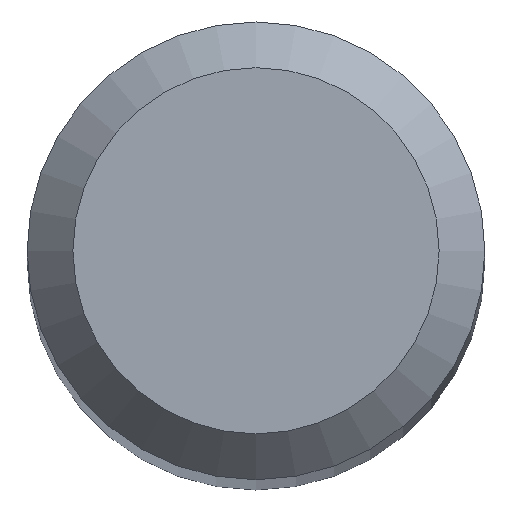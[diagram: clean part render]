
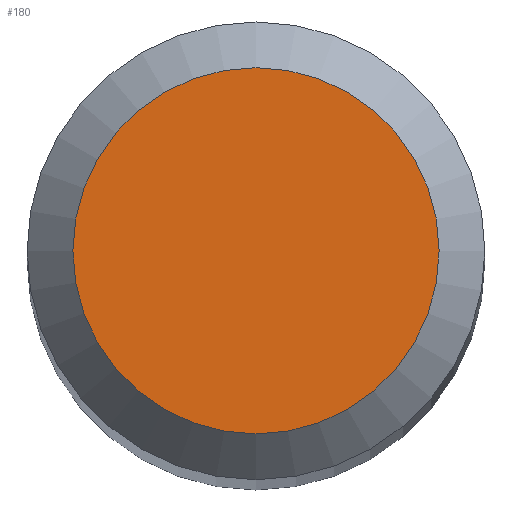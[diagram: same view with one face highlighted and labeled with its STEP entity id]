
A CAD part, top view. The second image highlights one B-rep face of the part: STEP entity #180.
In plain terms, the highlighted planar face has unit normal (0, 0, 1).
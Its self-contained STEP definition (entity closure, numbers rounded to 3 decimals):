
#27 = AXIS2_PLACEMENT_3D ( 'NONE', #78, #62, #130 ) ;
#62 = DIRECTION ( 'NONE',  ( 0., 0., -1. ) ) ;
#75 = DIRECTION ( 'NONE',  ( 0., 0., -1. ) ) ;
#78 = CARTESIAN_POINT ( 'NONE',  ( 0., 0., 38. ) ) ;
#80 = VERTEX_POINT ( 'NONE', #217 ) ;
#88 = EDGE_LOOP ( 'NONE', ( #107 ) ) ;
#107 = ORIENTED_EDGE ( 'NONE', *, *, #195, .F. ) ;
#130 = DIRECTION ( 'NONE',  ( 0., 1., 0. ) ) ;
#159 = FACE_OUTER_BOUND ( 'NONE', #88, .T. ) ;
#165 = PLANE ( 'NONE',  #27 ) ;
#172 = AXIS2_PLACEMENT_3D ( 'NONE', #184, #75, #219 ) ;
#180 = ADVANCED_FACE ( 'NONE', ( #159 ), #165, .F. ) ;
#184 = CARTESIAN_POINT ( 'NONE',  ( 0., 0., 38. ) ) ;
#195 = EDGE_CURVE ( 'NONE', #80, #80, #204, .T. ) ;
#204 = CIRCLE ( 'NONE', #172, 0.8 ) ;
#217 = CARTESIAN_POINT ( 'NONE',  ( 0., 0.8, 38. ) ) ;
#219 = DIRECTION ( 'NONE',  ( 0., 1., 0. ) ) ;
